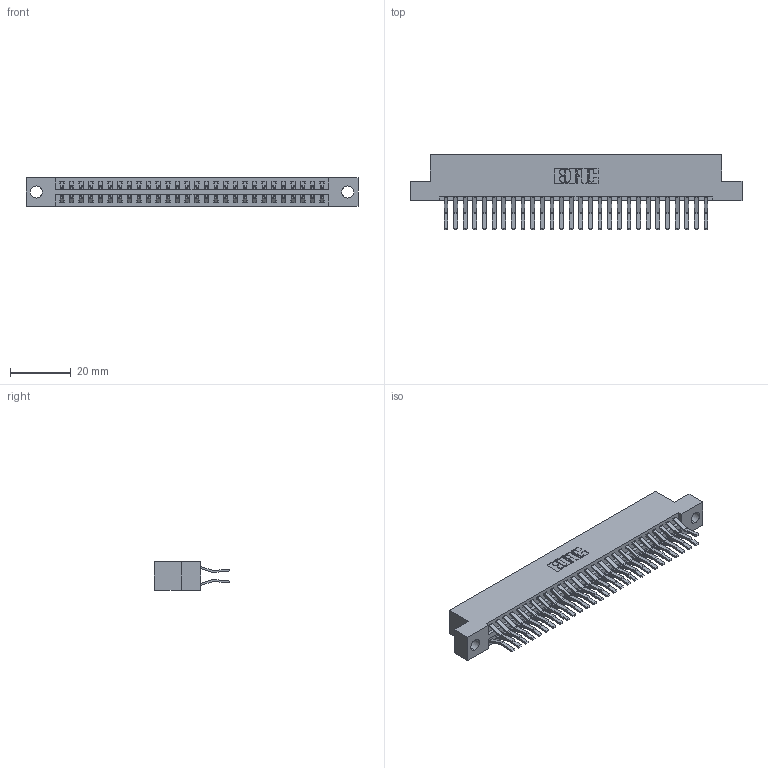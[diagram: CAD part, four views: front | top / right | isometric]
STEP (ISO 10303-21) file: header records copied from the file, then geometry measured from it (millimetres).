
FILE_DESCRIPTION (( 'STEP AP203' ), '1' );
FILE_NAME ('396-056-560-204.STEP', '2018-09-08T10:38:22', ( '' ), ( '' ), 'SwSTEP 2.0', 'SolidWorks 2016', '' );
FILE_SCHEMA (( 'CONFIG_CONTROL_DESIGN' ));
Length unit declared in the file: inch
Products named in the file (3): 346 Part_Flush Mounting Lugs - 0.156 Dia-TH; 345-292-001_560 Tail; 396-056-560-204
Assembly tree (57 placements, depth 2):
  396-056-560-204
    346 Part_Flush Mounting Lugs - 0.156 Dia-TH
    345-292-001_560 Tail  x56
Bounding box: 109.47 x 24.78 x 9.4 mm (x, y, z)
Volume: 10845.5 mm3; surface area: 15480.5 mm2
Topology: 57 solids, 57 shells, 3146 faces, 9345 edges, 6154 vertices
Faces by surface type: plane 2036, cylinder 1110
Entity records: 20249 total; most frequent: CARTESIAN_POINT 3356, ORIENTED_EDGE 3290, DIRECTION 3013, EDGE_CURVE 1645, VECTOR 1397, LINE 1397, VERTEX_POINT 1094, AXIS2_PLACEMENT_3D 808
